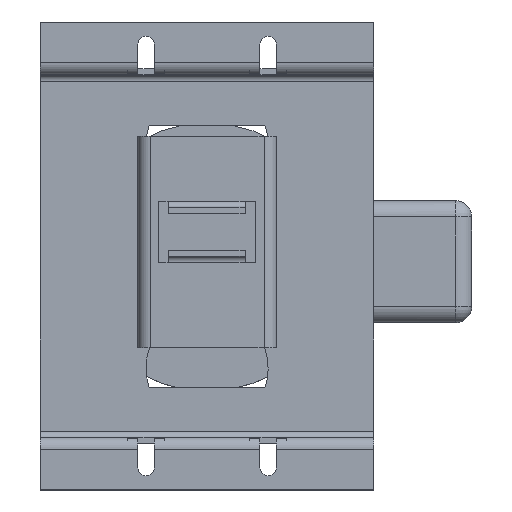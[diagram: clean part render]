
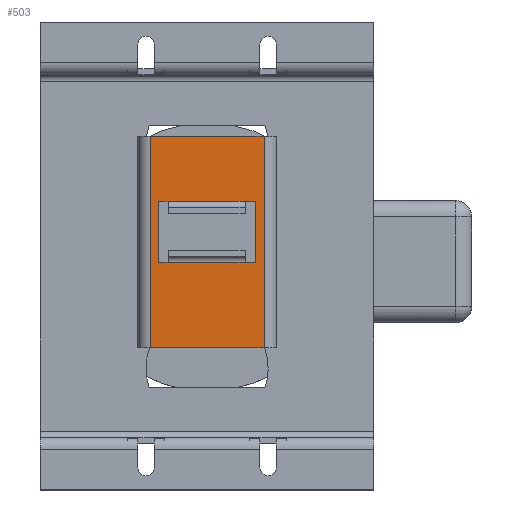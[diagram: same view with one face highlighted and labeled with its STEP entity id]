
A CAD part, top view. The second image highlights one B-rep face of the part: STEP entity #503.
In plain terms, the highlighted planar face has unit normal (0, 0, 1).
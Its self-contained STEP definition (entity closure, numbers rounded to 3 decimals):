
#49 = ORIENTED_EDGE ( 'NONE', *, *, #2098, .T. ) ;
#60 = EDGE_CURVE ( 'NONE', #2532, #3498, #1204, .T. ) ;
#239 = EDGE_CURVE ( 'NONE', #3344, #2532, #4203, .T. ) ;
#256 = VECTOR ( 'NONE', #4198, 1000. ) ;
#298 = CARTESIAN_POINT ( 'NONE',  ( -14., -22.5, 20.5 ) ) ;
#352 = VERTEX_POINT ( 'NONE', #3428 ) ;
#406 = DIRECTION ( 'NONE',  ( 0., -1., 0. ) ) ;
#427 = CARTESIAN_POINT ( 'NONE',  ( -14., -22.5, 20.5 ) ) ;
#477 = ORIENTED_EDGE ( 'NONE', *, *, #769, .F. ) ;
#487 = VERTEX_POINT ( 'NONE', #1682 ) ;
#501 = ORIENTED_EDGE ( 'NONE', *, *, #1942, .T. ) ;
#503 = ADVANCED_FACE ( 'NONE', ( #3324, #911 ), #1769, .T. ) ;
#507 = VERTEX_POINT ( 'NONE', #5979 ) ;
#535 = AXIS2_PLACEMENT_3D ( 'NONE', #2630, #2653, #780 ) ;
#569 = CARTESIAN_POINT ( 'NONE',  ( 12., -1.5, 20.5 ) ) ;
#630 = EDGE_CURVE ( 'NONE', #1174, #3349, #5555, .T. ) ;
#670 = CARTESIAN_POINT ( 'NONE',  ( 17., 29.5, 20.5 ) ) ;
#735 = CARTESIAN_POINT ( 'NONE',  ( 0., 13.5, 20.5 ) ) ;
#769 = EDGE_CURVE ( 'NONE', #4762, #1174, #2434, .T. ) ;
#780 = DIRECTION ( 'NONE',  ( 1., 0., 0. ) ) ;
#906 = DIRECTION ( 'NONE',  ( 1., 0., 0. ) ) ;
#911 = FACE_OUTER_BOUND ( 'NONE', #4598, .T. ) ;
#913 = EDGE_CURVE ( 'NONE', #507, #2782, #5022, .T. ) ;
#1022 = LINE ( 'NONE', #427, #3080 ) ;
#1102 = CARTESIAN_POINT ( 'NONE',  ( 9.334, -1.5, 20.5 ) ) ;
#1125 = CARTESIAN_POINT ( 'NONE',  ( 9.334, 13.5, 20.5 ) ) ;
#1127 = VECTOR ( 'NONE', #5726, 1000. ) ;
#1174 = VERTEX_POINT ( 'NONE', #5323 ) ;
#1204 = LINE ( 'NONE', #5445, #4952 ) ;
#1281 = VECTOR ( 'NONE', #1454, 1000. ) ;
#1386 = ORIENTED_EDGE ( 'NONE', *, *, #239, .F. ) ;
#1454 = DIRECTION ( 'NONE',  ( 0., 1., 0. ) ) ;
#1515 = EDGE_CURVE ( 'NONE', #5784, #352, #3712, .T. ) ;
#1585 = EDGE_CURVE ( 'NONE', #5106, #487, #1873, .T. ) ;
#1651 = VECTOR ( 'NONE', #5628, 1000. ) ;
#1666 = ORIENTED_EDGE ( 'NONE', *, *, #1585, .T. ) ;
#1677 = DIRECTION ( 'NONE',  ( -1., 0., 0. ) ) ;
#1682 = CARTESIAN_POINT ( 'NONE',  ( 14., -22.5, 20.5 ) ) ;
#1769 = PLANE ( 'NONE',  #535 ) ;
#1820 = ORIENTED_EDGE ( 'NONE', *, *, #630, .F. ) ;
#1873 = LINE ( 'NONE', #2570, #3863 ) ;
#1942 = EDGE_CURVE ( 'NONE', #487, #507, #3935, .T. ) ;
#1947 = ORIENTED_EDGE ( 'NONE', *, *, #5986, .F. ) ;
#2020 = CARTESIAN_POINT ( 'NONE',  ( -12., 13.5, 20.5 ) ) ;
#2083 = DIRECTION ( 'NONE',  ( 1., 0., 0. ) ) ;
#2098 = EDGE_CURVE ( 'NONE', #4762, #3498, #3489, .T. ) ;
#2191 = ORIENTED_EDGE ( 'NONE', *, *, #913, .T. ) ;
#2250 = VECTOR ( 'NONE', #2083, 1000. ) ;
#2256 = VECTOR ( 'NONE', #906, 1000. ) ;
#2434 = LINE ( 'NONE', #2020, #1127 ) ;
#2503 = ORIENTED_EDGE ( 'NONE', *, *, #60, .F. ) ;
#2532 = VERTEX_POINT ( 'NONE', #3496 ) ;
#2570 = CARTESIAN_POINT ( 'NONE',  ( -17., -22.5, 20.5 ) ) ;
#2630 = CARTESIAN_POINT ( 'NONE',  ( 0., 0., 20.5 ) ) ;
#2653 = DIRECTION ( 'NONE',  ( 0., 0., 1. ) ) ;
#2782 = VERTEX_POINT ( 'NONE', #3385 ) ;
#3038 = VECTOR ( 'NONE', #5166, 1000. ) ;
#3080 = VECTOR ( 'NONE', #406, 1000. ) ;
#3089 = DIRECTION ( 'NONE',  ( -1., 0., 0. ) ) ;
#3221 = ORIENTED_EDGE ( 'NONE', *, *, #1515, .T. ) ;
#3222 = ORIENTED_EDGE ( 'NONE', *, *, #5755, .F. ) ;
#3324 = FACE_BOUND ( 'NONE', #3811, .T. ) ;
#3344 = VERTEX_POINT ( 'NONE', #569 ) ;
#3349 = VERTEX_POINT ( 'NONE', #3857 ) ;
#3385 = CARTESIAN_POINT ( 'NONE',  ( -14., 29.5, 20.5 ) ) ;
#3428 = CARTESIAN_POINT ( 'NONE',  ( -9.555, -1.5, 20.5 ) ) ;
#3471 = DIRECTION ( 'NONE',  ( 1., 0., 0. ) ) ;
#3489 = LINE ( 'NONE', #735, #2250 ) ;
#3496 = CARTESIAN_POINT ( 'NONE',  ( 12., 13.5, 20.5 ) ) ;
#3498 = VERTEX_POINT ( 'NONE', #1125 ) ;
#3524 = DIRECTION ( 'NONE',  ( 1., 0., 0. ) ) ;
#3712 = LINE ( 'NONE', #4218, #256 ) ;
#3776 = VECTOR ( 'NONE', #1677, 1000. ) ;
#3811 = EDGE_LOOP ( 'NONE', ( #3222, #1820, #477, #49, #2503, #1386, #1947, #3221 ) ) ;
#3823 = EDGE_CURVE ( 'NONE', #2782, #5106, #1022, .T. ) ;
#3857 = CARTESIAN_POINT ( 'NONE',  ( -12., -1.5, 20.5 ) ) ;
#3863 = VECTOR ( 'NONE', #3471, 1000. ) ;
#3935 = LINE ( 'NONE', #4210, #1651 ) ;
#4198 = DIRECTION ( 'NONE',  ( -1., 0., 0. ) ) ;
#4203 = LINE ( 'NONE', #5639, #1281 ) ;
#4210 = CARTESIAN_POINT ( 'NONE',  ( 14., 29.5, 20.5 ) ) ;
#4218 = CARTESIAN_POINT ( 'NONE',  ( 0., -1.5, 20.5 ) ) ;
#4237 = CARTESIAN_POINT ( 'NONE',  ( 12., -1.5, 20.5 ) ) ;
#4598 = EDGE_LOOP ( 'NONE', ( #2191, #5017, #1666, #501 ) ) ;
#4702 = VECTOR ( 'NONE', #3524, 1000. ) ;
#4762 = VERTEX_POINT ( 'NONE', #5695 ) ;
#4855 = CARTESIAN_POINT ( 'NONE',  ( -9.555, -1.5, 20.5 ) ) ;
#4894 = LINE ( 'NONE', #4237, #2256 ) ;
#4952 = VECTOR ( 'NONE', #3089, 1000. ) ;
#5017 = ORIENTED_EDGE ( 'NONE', *, *, #3823, .T. ) ;
#5020 = LINE ( 'NONE', #4855, #4702 ) ;
#5022 = LINE ( 'NONE', #670, #3776 ) ;
#5106 = VERTEX_POINT ( 'NONE', #298 ) ;
#5166 = DIRECTION ( 'NONE',  ( 0., -1., 0. ) ) ;
#5323 = CARTESIAN_POINT ( 'NONE',  ( -12., 13.5, 20.5 ) ) ;
#5445 = CARTESIAN_POINT ( 'NONE',  ( 9.334, 13.5, 20.5 ) ) ;
#5555 = LINE ( 'NONE', #5670, #3038 ) ;
#5628 = DIRECTION ( 'NONE',  ( 0., 1., 0. ) ) ;
#5639 = CARTESIAN_POINT ( 'NONE',  ( 12., 1.5, 20.5 ) ) ;
#5670 = CARTESIAN_POINT ( 'NONE',  ( -12., 10.5, 20.5 ) ) ;
#5695 = CARTESIAN_POINT ( 'NONE',  ( -9.555, 13.5, 20.5 ) ) ;
#5726 = DIRECTION ( 'NONE',  ( -1., 0., 0. ) ) ;
#5755 = EDGE_CURVE ( 'NONE', #3349, #352, #5020, .T. ) ;
#5784 = VERTEX_POINT ( 'NONE', #1102 ) ;
#5979 = CARTESIAN_POINT ( 'NONE',  ( 14., 29.5, 20.5 ) ) ;
#5986 = EDGE_CURVE ( 'NONE', #5784, #3344, #4894, .T. ) ;
